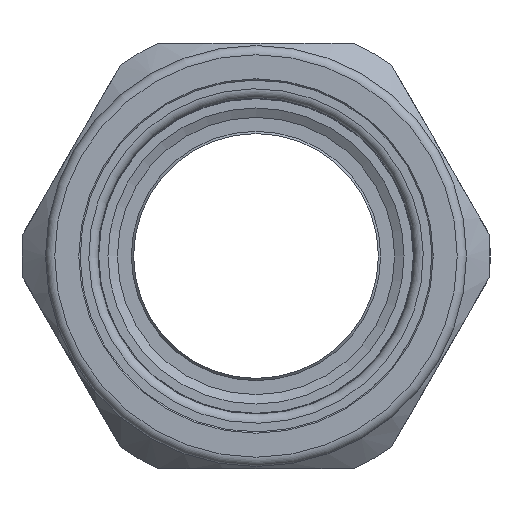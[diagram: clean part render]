
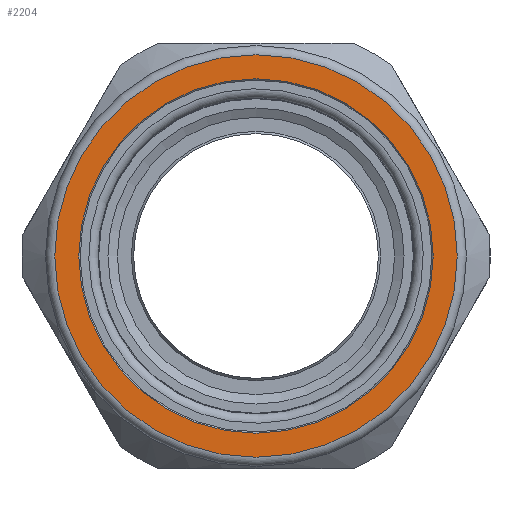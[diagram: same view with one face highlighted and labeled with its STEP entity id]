
A CAD part, left-side view. The second image highlights one B-rep face of the part: STEP entity #2204.
In plain terms, the highlighted planar face has unit normal (-1, 0, 0).
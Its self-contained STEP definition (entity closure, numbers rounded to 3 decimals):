
#160 = DIRECTION ( 'NONE',  ( 0., 0., -1. ) ) ;
#175 = CIRCLE ( 'NONE', #263, 19.15 ) ;
#224 = DIRECTION ( 'NONE',  ( -1., 0., 0. ) ) ;
#263 = AXIS2_PLACEMENT_3D ( 'NONE', #2158, #2575, #160 ) ;
#533 = CARTESIAN_POINT ( 'NONE',  ( -46.65, 0., -21.75 ) ) ;
#556 = AXIS2_PLACEMENT_3D ( 'NONE', #1358, #1664, #665 ) ;
#594 = VERTEX_POINT ( 'NONE', #2118 ) ;
#628 = EDGE_CURVE ( 'NONE', #2508, #2508, #1415, .T. ) ;
#665 = DIRECTION ( 'NONE',  ( 0., 0., -1. ) ) ;
#762 = PLANE ( 'NONE',  #556 ) ;
#842 = DIRECTION ( 'NONE',  ( 0., 0., -1. ) ) ;
#1358 = CARTESIAN_POINT ( 'NONE',  ( -46.65, 0., 0. ) ) ;
#1377 = EDGE_CURVE ( 'NONE', #594, #594, #175, .T. ) ;
#1406 = AXIS2_PLACEMENT_3D ( 'NONE', #2202, #224, #842 ) ;
#1415 = CIRCLE ( 'NONE', #1406, 21.75 ) ;
#1664 = DIRECTION ( 'NONE',  ( 1., 0., 0. ) ) ;
#1772 = EDGE_LOOP ( 'NONE', ( #1847 ) ) ;
#1823 = FACE_OUTER_BOUND ( 'NONE', #1772, .T. ) ;
#1847 = ORIENTED_EDGE ( 'NONE', *, *, #628, .T. ) ;
#2066 = EDGE_LOOP ( 'NONE', ( #2568 ) ) ;
#2081 = FACE_BOUND ( 'NONE', #2066, .T. ) ;
#2118 = CARTESIAN_POINT ( 'NONE',  ( -46.65, 0., -19.15 ) ) ;
#2158 = CARTESIAN_POINT ( 'NONE',  ( -46.65, 0., 0. ) ) ;
#2202 = CARTESIAN_POINT ( 'NONE',  ( -46.65, 0., 0. ) ) ;
#2204 = ADVANCED_FACE ( 'NONE', ( #2081, #1823 ), #762, .F. ) ;
#2508 = VERTEX_POINT ( 'NONE', #533 ) ;
#2568 = ORIENTED_EDGE ( 'NONE', *, *, #1377, .T. ) ;
#2575 = DIRECTION ( 'NONE',  ( 1., 0., 0. ) ) ;
